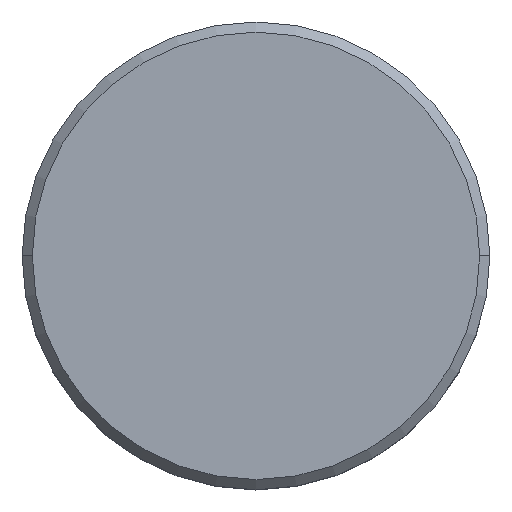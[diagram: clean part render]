
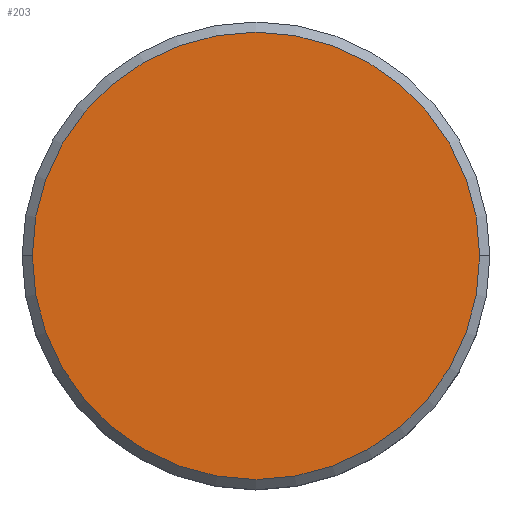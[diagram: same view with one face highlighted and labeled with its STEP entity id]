
A CAD part, top view. The second image highlights one B-rep face of the part: STEP entity #203.
In plain terms, the highlighted planar face has unit normal (0, 0, 1).
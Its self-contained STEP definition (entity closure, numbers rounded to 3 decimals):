
#17 = CIRCLE ( 'NONE', #434, 11. ) ;
#23 = CARTESIAN_POINT ( 'NONE',  ( 0., 0., 0. ) ) ;
#76 = ORIENTED_EDGE ( 'NONE', *, *, #445, .T. ) ;
#100 = CARTESIAN_POINT ( 'NONE',  ( 0., 0., 0. ) ) ;
#107 = DIRECTION ( 'NONE',  ( 0., 0., 1. ) ) ;
#125 = AXIS2_PLACEMENT_3D ( 'NONE', #398, #257, #490 ) ;
#142 = CIRCLE ( 'NONE', #572, 11. ) ;
#164 = PLANE ( 'NONE',  #125 ) ;
#192 = EDGE_CURVE ( 'NONE', #599, #198, #17, .T. ) ;
#198 = VERTEX_POINT ( 'NONE', #292 ) ;
#203 = ADVANCED_FACE ( 'NONE', ( #260 ), #164, .T. ) ;
#254 = EDGE_LOOP ( 'NONE', ( #473, #76 ) ) ;
#257 = DIRECTION ( 'NONE',  ( 0., 0., 1. ) ) ;
#260 = FACE_OUTER_BOUND ( 'NONE', #254, .T. ) ;
#292 = CARTESIAN_POINT ( 'NONE',  ( 11., 0., 0. ) ) ;
#354 = DIRECTION ( 'NONE',  ( 1., 0., 0. ) ) ;
#391 = CARTESIAN_POINT ( 'NONE',  ( -11., 0., 0. ) ) ;
#398 = CARTESIAN_POINT ( 'NONE',  ( 0., 0., 0. ) ) ;
#424 = DIRECTION ( 'NONE',  ( 1., 0., 0. ) ) ;
#434 = AXIS2_PLACEMENT_3D ( 'NONE', #23, #442, #354 ) ;
#442 = DIRECTION ( 'NONE',  ( 0., 0., 1. ) ) ;
#445 = EDGE_CURVE ( 'NONE', #198, #599, #142, .T. ) ;
#473 = ORIENTED_EDGE ( 'NONE', *, *, #192, .T. ) ;
#490 = DIRECTION ( 'NONE',  ( 1., 0., 0. ) ) ;
#572 = AXIS2_PLACEMENT_3D ( 'NONE', #100, #107, #424 ) ;
#599 = VERTEX_POINT ( 'NONE', #391 ) ;
